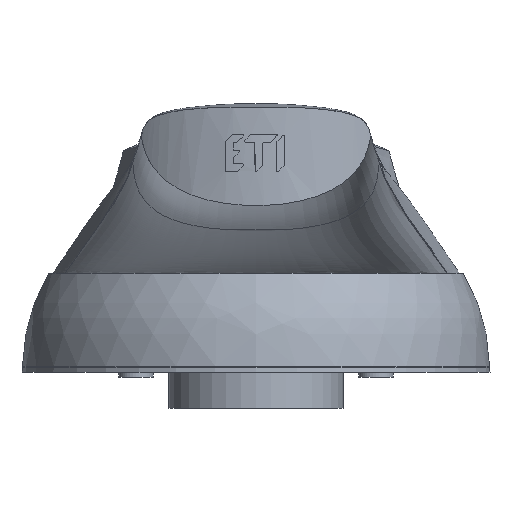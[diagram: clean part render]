
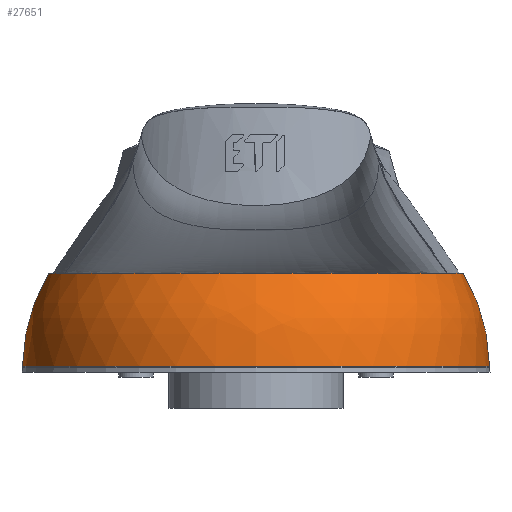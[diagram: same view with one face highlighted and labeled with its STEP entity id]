
A CAD part, front view. The second image highlights one B-rep face of the part: STEP entity #27651.
In plain terms, the highlighted free-form (B-spline) face has degree [3, 3] with [7, 4] control points.
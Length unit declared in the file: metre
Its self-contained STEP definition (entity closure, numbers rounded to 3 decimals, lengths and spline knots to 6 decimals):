
#27364=CARTESIAN_POINT('',(0.,0.,0.001));
#27365=DIRECTION('',(0.,0.,1.));
#27366=DIRECTION('',(-1.,0.,0.));
#27367=AXIS2_PLACEMENT_3D('',#27364,#27365,#27366);
#27388=CARTESIAN_POINT('',(-0.007615,0.,
0.000541));
#27389=DIRECTION('',(0.,-1.,0.));
#27390=DIRECTION('',(-0.86,0.,0.51));
#27391=AXIS2_PLACEMENT_3D('',#27388,#27389,#27390);
#27396=CARTESIAN_POINT('',(0.007615,0.,
0.000541));
#27397=DIRECTION('',(0.,-1.,0.));
#27398=DIRECTION('',(1.,0.,0.015));
#27399=AXIS2_PLACEMENT_3D('',#27396,#27397,#27398);
#27450=CARTESIAN_POINT('',(0.,0.,0.0165));
#27451=DIRECTION('',(0.,0.,1.));
#27452=DIRECTION('',(-1.,0.,0.));
#27453=AXIS2_PLACEMENT_3D('',#27450,#27451,#27452);
#27534=CARTESIAN_POINT('',(0.038911,0.,0.001));
#27535=CARTESIAN_POINT('',(-0.038911,0.,0.001));
#27536=VERTEX_POINT('',#27534);
#27537=VERTEX_POINT('',#27535);
#27542=CARTESIAN_POINT('',(-0.03454,0.,
0.0165));
#27543=VERTEX_POINT('',#27542);
#27544=CARTESIAN_POINT('',(0.03454,0.,
0.0165));
#27545=VERTEX_POINT('',#27544);
#27615=CARTESIAN_POINT('',(-0.038838,0.002443,
0.000674));
#27616=CARTESIAN_POINT('',(-0.038813,0.002442,
0.006391));
#27617=CARTESIAN_POINT('',(-0.037265,0.002344,
0.011893));
#27618=CARTESIAN_POINT('',(-0.034305,0.002158,
0.01678));
#27619=CARTESIAN_POINT('',(-0.040341,-0.021457,
0.000674));
#27620=CARTESIAN_POINT('',(-0.040316,-0.021444,
0.006391));
#27621=CARTESIAN_POINT('',(-0.038707,-0.020588,
0.011893));
#27622=CARTESIAN_POINT('',(-0.035633,-0.018953,
0.01678));
#27623=CARTESIAN_POINT('',(-0.023948,-0.038914,
0.000674));
#27624=CARTESIAN_POINT('',(-0.023933,-0.03889,
0.006391));
#27625=CARTESIAN_POINT('',(-0.022978,-0.037338,
0.011893));
#27626=CARTESIAN_POINT('',(-0.021153,-0.034373,
0.01678));
#27627=CARTESIAN_POINT('',(0.,-0.038914,0.000674));
#27628=CARTESIAN_POINT('',(0.,-0.03889,0.006391));
#27629=CARTESIAN_POINT('',(0.,-0.037338,0.011893));
#27630=CARTESIAN_POINT('',(0.,-0.034373,0.01678));
#27631=CARTESIAN_POINT('',(0.023948,-0.038914,
0.000674));
#27632=CARTESIAN_POINT('',(0.023933,-0.03889,
0.006391));
#27633=CARTESIAN_POINT('',(0.022978,-0.037338,
0.011893));
#27634=CARTESIAN_POINT('',(0.021153,-0.034373,
0.01678));
#27635=CARTESIAN_POINT('',(0.040341,-0.021457,
0.000674));
#27636=CARTESIAN_POINT('',(0.040316,-0.021444,
0.006391));
#27637=CARTESIAN_POINT('',(0.038707,-0.020588,
0.011893));
#27638=CARTESIAN_POINT('',(0.035633,-0.018953,
0.01678));
#27639=CARTESIAN_POINT('',(0.038838,0.002443,
0.000674));
#27640=CARTESIAN_POINT('',(0.038813,0.002442,
0.006391));
#27641=CARTESIAN_POINT('',(0.037265,0.002344,
0.011893));
#27642=CARTESIAN_POINT('',(0.034305,0.002158,
0.01678));
#27643=(BOUNDED_SURFACE()B_SPLINE_SURFACE(3,3,((#27615,#27616,#27617,#27618),(
#27619,#27620,#27621,#27622),(#27623,#27624,#27625,#27626),(#27627,#27628,
#27629,#27630),(#27631,#27632,#27633,#27634),(#27635,#27636,#27637,#27638),(
#27639,#27640,#27641,#27642)),.UNSPECIFIED.,.F.,.F.,.F.)B_SPLINE_SURFACE_WITH_KNOTS((4,3,4),(4,4),(0.,1.,2.),(0.,1.),.UNSPECIFIED.)GEOMETRIC_REPRESENTATION_ITEM()RATIONAL_B_SPLINE_SURFACE(((1.209,1.18,
1.18,1.209),(0.955,0.932,
0.932,0.955),(0.955,0.932,
0.932,0.955),(1.209,1.18,
1.18,1.209),(0.955,0.932,
0.932,0.955),(0.955,0.932,
0.932,0.955),(1.209,1.18,
1.18,1.209)))REPRESENTATION_ITEM('')SURFACE());
#27645=ORIENTED_EDGE('',*,*,#27644,.T.);
#27646=ORIENTED_EDGE('',*,*,#27602,.F.);
#27647=ORIENTED_EDGE('',*,*,#27559,.F.);
#27648=ORIENTED_EDGE('',*,*,#27599,.F.);
#27649=EDGE_LOOP('',(#27645,#27646,#27647,#27648));
#27650=FACE_OUTER_BOUND('',#27649,.F.);
#27368=CIRCLE('',#27367,0.038911);
#27392=CIRCLE('',#27391,0.0313);
#27400=CIRCLE('',#27399,0.0313);
#27454=CIRCLE('',#27453,0.03454);
#27559=EDGE_CURVE('',#27537,#27536,#27368,.T.);
#27599=EDGE_CURVE('',#27543,#27537,#27392,.T.);
#27602=EDGE_CURVE('',#27536,#27545,#27400,.T.);
#27644=EDGE_CURVE('',#27543,#27545,#27454,.T.);
#27651=ADVANCED_FACE('',(#27650),#27643,.T.);
